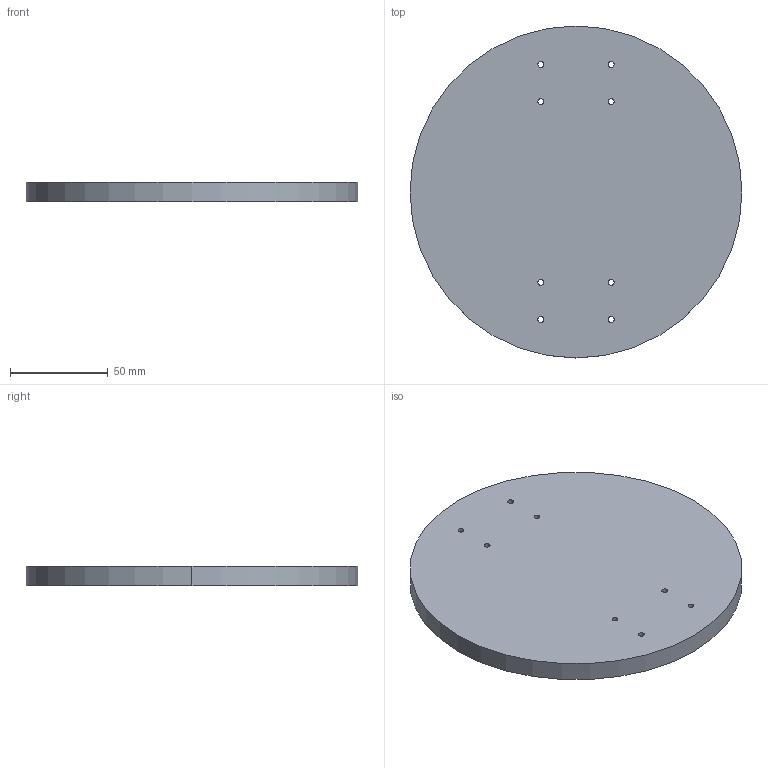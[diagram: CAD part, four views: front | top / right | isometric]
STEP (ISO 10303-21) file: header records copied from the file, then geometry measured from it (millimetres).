
FILE_DESCRIPTION(('CATIA V5 STEP Exchange'),'2;1');
FILE_NAME('base.stp','2016-10-17T13:51:25+00:00',('none'),('none'),'CATIA Version 5 Release 19 GA (IN-10)','CATIA V5 STEP AP203','none');
FILE_SCHEMA(('CONFIG_CONTROL_DESIGN'));
Length unit declared in the file: millimetre
Products named in the file (1): base
Bounding box: 170 x 170 x 10 mm (x, y, z)
Volume: 171935.1 mm3; surface area: 62021.4 mm2
Topology: 1 solids, 1 shells, 163 faces, 423 edges, 282 vertices
Faces by surface type: cylinder 99, plane 64
Entity records: 4671 total; most frequent: ORIENTED_EDGE 846, CARTESIAN_POINT 813, DIRECTION 637, EDGE_CURVE 423, AXIS2_PLACEMENT_3D 306, VERTEX_POINT 282, VECTOR 225, LINE 225
